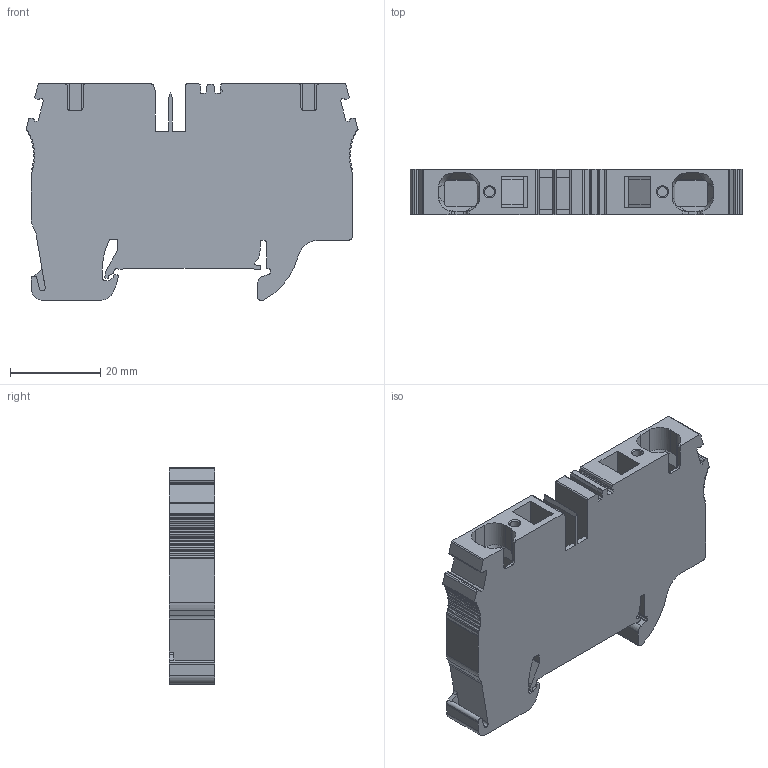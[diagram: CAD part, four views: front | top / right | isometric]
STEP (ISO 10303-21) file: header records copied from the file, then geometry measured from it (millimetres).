
FILE_DESCRIPTION(/* description */ ('Unknown'),/* implementation_level */ '2;1');
FILE_NAME(/* name */ 'SQ10_3D_SOLID_MODEL',/* time_stamp */ '2021-05-04T09:44:54+05:00',/* author */ ('Unknown'),/* organization */ ('Unknown'),/* preprocessor_version */ 'ST-DEVELOPER v16.7',/* originating_system */ 'DEX',/* authorisation */ $);
FILE_SCHEMA (('AUTOMOTIVE_DESIGN {1 0 10303 214 3 1 1}'));
Length unit declared in the file: millimetre
Products named in the file (1): SQ10_3D_SOLID_MODEL
Bounding box: 73.74 x 10 x 48 mm (x, y, z)
Volume: 24401.5 mm3; surface area: 11895.8 mm2
Topology: 1 solids, 1 shells, 319 faces, 909 edges, 596 vertices
Faces by surface type: plane 160, cylinder 149, bspline 8, cone 2
Full cylindrical faces by diameter (mm): 2.2 x2
Entity records: 11752 total; most frequent: CARTESIAN_POINT 3221, ORIENTED_EDGE 1810, DIRECTION 1796, EDGE_CURVE 905, AXIS2_PLACEMENT_3D 603, VERTEX_POINT 596, LINE 590, VECTOR 590
